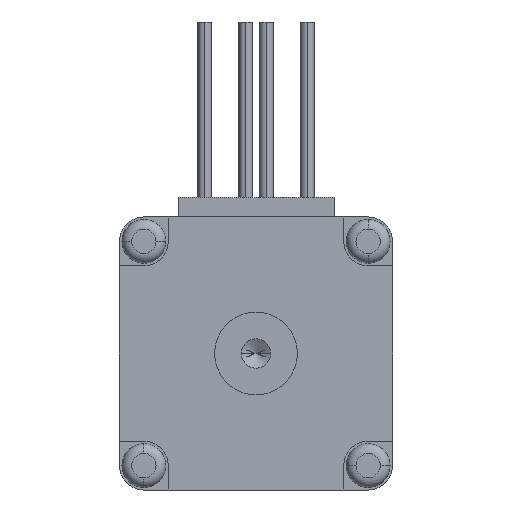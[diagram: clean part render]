
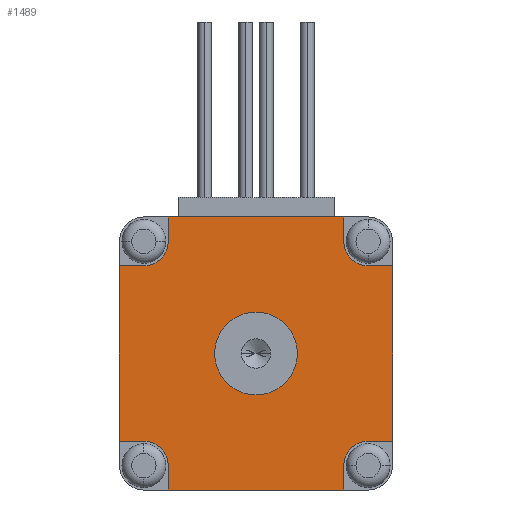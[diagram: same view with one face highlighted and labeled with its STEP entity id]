
A CAD part, front view. The second image highlights one B-rep face of the part: STEP entity #1489.
In plain terms, the highlighted planar face has unit normal (0, -1, 0).
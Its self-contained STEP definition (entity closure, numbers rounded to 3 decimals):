
#1=DIRECTION('',(0.,0.,1.));
#2=VECTOR('',#1,2.5);
#3=CARTESIAN_POINT('',(-9.,0.,-14.));
#4=LINE('',#3,#2);
#5=CARTESIAN_POINT('',(-11.5,0.,-11.5));
#6=DIRECTION('',(0.,-1.,0.));
#7=DIRECTION('',(1.,0.,0.));
#8=AXIS2_PLACEMENT_3D('',#5,#6,#7);
#10=DIRECTION('',(1.,0.,0.));
#11=VECTOR('',#10,2.5);
#12=CARTESIAN_POINT('',(-14.,0.,-9.));
#13=LINE('',#12,#11);
#14=DIRECTION('',(0.,0.,1.));
#15=VECTOR('',#14,18.);
#16=CARTESIAN_POINT('',(-14.,0.,-9.));
#17=LINE('',#16,#15);
#18=DIRECTION('',(1.,0.,0.));
#19=VECTOR('',#18,2.5);
#20=CARTESIAN_POINT('',(-14.,0.,9.));
#21=LINE('',#20,#19);
#22=CARTESIAN_POINT('',(-11.5,0.,11.5));
#23=DIRECTION('',(0.,-1.,0.));
#24=DIRECTION('',(0.,0.,-1.));
#25=AXIS2_PLACEMENT_3D('',#22,#23,#24);
#27=DIRECTION('',(0.,0.,-1.));
#28=VECTOR('',#27,2.5);
#29=CARTESIAN_POINT('',(-9.,0.,14.));
#30=LINE('',#29,#28);
#31=DIRECTION('',(1.,0.,0.));
#32=VECTOR('',#31,18.);
#33=CARTESIAN_POINT('',(-9.,0.,14.));
#34=LINE('',#33,#32);
#35=DIRECTION('',(0.,0.,-1.));
#36=VECTOR('',#35,2.5);
#37=CARTESIAN_POINT('',(9.,0.,14.));
#38=LINE('',#37,#36);
#39=CARTESIAN_POINT('',(11.5,0.,11.5));
#40=DIRECTION('',(0.,-1.,0.));
#41=DIRECTION('',(-1.,0.,0.));
#42=AXIS2_PLACEMENT_3D('',#39,#40,#41);
#44=DIRECTION('',(-1.,0.,0.));
#45=VECTOR('',#44,2.5);
#46=CARTESIAN_POINT('',(14.,0.,9.));
#47=LINE('',#46,#45);
#48=DIRECTION('',(0.,0.,-1.));
#49=VECTOR('',#48,18.);
#50=CARTESIAN_POINT('',(14.,0.,9.));
#51=LINE('',#50,#49);
#52=DIRECTION('',(-1.,0.,0.));
#53=VECTOR('',#52,2.5);
#54=CARTESIAN_POINT('',(14.,0.,-9.));
#55=LINE('',#54,#53);
#56=CARTESIAN_POINT('',(11.5,0.,-11.5));
#57=DIRECTION('',(0.,-1.,0.));
#58=DIRECTION('',(0.,0.,1.));
#59=AXIS2_PLACEMENT_3D('',#56,#57,#58);
#61=DIRECTION('',(0.,0.,1.));
#62=VECTOR('',#61,2.5);
#63=CARTESIAN_POINT('',(9.,0.,-14.));
#64=LINE('',#63,#62);
#65=DIRECTION('',(-1.,0.,0.));
#66=VECTOR('',#65,18.);
#67=CARTESIAN_POINT('',(9.,0.,-14.));
#68=LINE('',#67,#66);
#69=CARTESIAN_POINT('',(0.,0.,0.));
#70=DIRECTION('',(0.,-1.,0.));
#71=DIRECTION('',(-1.,0.,0.));
#72=AXIS2_PLACEMENT_3D('',#69,#70,#71);
#74=CARTESIAN_POINT('',(0.,0.,0.));
#75=DIRECTION('',(0.,-1.,0.));
#76=DIRECTION('',(1.,0.,0.));
#77=AXIS2_PLACEMENT_3D('',#74,#75,#76);
#1146=CARTESIAN_POINT('',(-9.,0.,-14.));
#1147=CARTESIAN_POINT('',(-9.,0.,-11.5));
#1148=VERTEX_POINT('',#1146);
#1149=VERTEX_POINT('',#1147);
#1150=CARTESIAN_POINT('',(-11.5,0.,-9.));
#1151=VERTEX_POINT('',#1150);
#1152=CARTESIAN_POINT('',(-14.,0.,-9.));
#1153=VERTEX_POINT('',#1152);
#1154=CARTESIAN_POINT('',(14.,0.,-9.));
#1155=CARTESIAN_POINT('',(11.5,0.,-9.));
#1156=VERTEX_POINT('',#1154);
#1157=VERTEX_POINT('',#1155);
#1158=CARTESIAN_POINT('',(9.,0.,-11.5));
#1159=VERTEX_POINT('',#1158);
#1160=CARTESIAN_POINT('',(9.,0.,-14.));
#1161=VERTEX_POINT('',#1160);
#1162=CARTESIAN_POINT('',(-14.,0.,9.));
#1163=CARTESIAN_POINT('',(-11.5,0.,9.));
#1164=VERTEX_POINT('',#1162);
#1165=VERTEX_POINT('',#1163);
#1166=CARTESIAN_POINT('',(-9.,0.,11.5));
#1167=VERTEX_POINT('',#1166);
#1168=CARTESIAN_POINT('',(-9.,0.,14.));
#1169=VERTEX_POINT('',#1168);
#1170=CARTESIAN_POINT('',(9.,0.,14.));
#1171=CARTESIAN_POINT('',(9.,0.,11.5));
#1172=VERTEX_POINT('',#1170);
#1173=VERTEX_POINT('',#1171);
#1174=CARTESIAN_POINT('',(11.5,0.,9.));
#1175=VERTEX_POINT('',#1174);
#1176=CARTESIAN_POINT('',(14.,0.,9.));
#1177=VERTEX_POINT('',#1176);
#1422=CARTESIAN_POINT('',(-4.25,0.,0.));
#1423=CARTESIAN_POINT('',(4.25,0.,0.));
#1424=VERTEX_POINT('',#1422);
#1425=VERTEX_POINT('',#1423);
#1444=CARTESIAN_POINT('',(0.,0.,0.));
#1445=DIRECTION('',(0.,1.,0.));
#1446=DIRECTION('',(1.,0.,0.));
#1447=AXIS2_PLACEMENT_3D('',#1444,#1445,#1446);
#1448=PLANE('',#1447);
#1450=ORIENTED_EDGE('',*,*,#1449,.T.);
#1452=ORIENTED_EDGE('',*,*,#1451,.T.);
#1454=ORIENTED_EDGE('',*,*,#1453,.F.);
#1456=ORIENTED_EDGE('',*,*,#1455,.T.);
#1458=ORIENTED_EDGE('',*,*,#1457,.T.);
#1460=ORIENTED_EDGE('',*,*,#1459,.T.);
#1462=ORIENTED_EDGE('',*,*,#1461,.F.);
#1464=ORIENTED_EDGE('',*,*,#1463,.T.);
#1466=ORIENTED_EDGE('',*,*,#1465,.T.);
#1468=ORIENTED_EDGE('',*,*,#1467,.T.);
#1470=ORIENTED_EDGE('',*,*,#1469,.F.);
#1472=ORIENTED_EDGE('',*,*,#1471,.T.);
#1474=ORIENTED_EDGE('',*,*,#1473,.T.);
#1476=ORIENTED_EDGE('',*,*,#1475,.T.);
#1478=ORIENTED_EDGE('',*,*,#1477,.F.);
#1480=ORIENTED_EDGE('',*,*,#1479,.T.);
#1481=EDGE_LOOP('',(#1450,#1452,#1454,#1456,#1458,#1460,#1462,#1464,#1466,#1468,
#1470,#1472,#1474,#1476,#1478,#1480));
#1482=FACE_OUTER_BOUND('',#1481,.F.);
#1484=ORIENTED_EDGE('',*,*,#1483,.T.);
#1486=ORIENTED_EDGE('',*,*,#1485,.T.);
#1487=EDGE_LOOP('',(#1484,#1486));
#1488=FACE_BOUND('',#1487,.F.);
#1489=ADVANCED_FACE('',(#1482,#1488),#1448,.F.);
#9=CIRCLE('',#8,2.5);
#26=CIRCLE('',#25,2.5);
#43=CIRCLE('',#42,2.5);
#60=CIRCLE('',#59,2.5);
#73=CIRCLE('',#72,4.25);
#78=CIRCLE('',#77,4.25);
#1449=EDGE_CURVE('',#1148,#1149,#4,.T.);
#1451=EDGE_CURVE('',#1149,#1151,#9,.T.);
#1453=EDGE_CURVE('',#1153,#1151,#13,.T.);
#1455=EDGE_CURVE('',#1153,#1164,#17,.T.);
#1457=EDGE_CURVE('',#1164,#1165,#21,.T.);
#1459=EDGE_CURVE('',#1165,#1167,#26,.T.);
#1461=EDGE_CURVE('',#1169,#1167,#30,.T.);
#1463=EDGE_CURVE('',#1169,#1172,#34,.T.);
#1465=EDGE_CURVE('',#1172,#1173,#38,.T.);
#1467=EDGE_CURVE('',#1173,#1175,#43,.T.);
#1469=EDGE_CURVE('',#1177,#1175,#47,.T.);
#1471=EDGE_CURVE('',#1177,#1156,#51,.T.);
#1473=EDGE_CURVE('',#1156,#1157,#55,.T.);
#1475=EDGE_CURVE('',#1157,#1159,#60,.T.);
#1477=EDGE_CURVE('',#1161,#1159,#64,.T.);
#1479=EDGE_CURVE('',#1161,#1148,#68,.T.);
#1483=EDGE_CURVE('',#1424,#1425,#73,.T.);
#1485=EDGE_CURVE('',#1425,#1424,#78,.T.);
